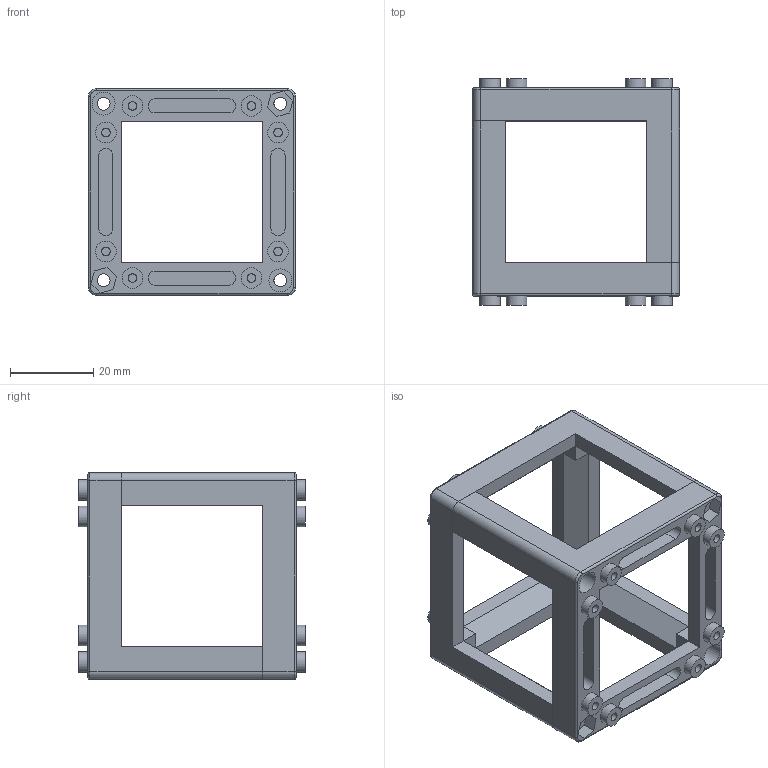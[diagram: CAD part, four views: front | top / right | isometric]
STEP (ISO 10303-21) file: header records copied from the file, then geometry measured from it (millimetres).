
FILE_DESCRIPTION(/* description */ (''),/* implementation_level */ '2;1');
FILE_NAME(/* name */ 'Assembly_Cube_empty_IM_v3.iam.step',/* time_stamp */ '2022-11-29T09:03:47+01:00',/* author */ ('B'),/* organization */ (''),/* preprocessor_version */ 'ST-DEVELOPER v18.1',/* originating_system */ 'Autodesk Inventor 2022',/* authorisation */ '');
FILE_SCHEMA (('AUTOMOTIVE_DESIGN { 1 0 10303 214 3 1 1 }'));
Length unit declared in the file: millimetre
Products named in the file (2): Assembly_Cube_empty_IM_v3; 10_Cube_1x1_IM
Assembly tree (2 placements, depth 2):
  Assembly_Cube_empty_IM_v3
    10_Cube_1x1_IM  x2
Bounding box: 49.82 x 54.5 x 49.8 mm (x, y, z)
Volume: 22036.7 mm3; surface area: 18815.4 mm2
Topology: 2 solids, 2 shells, 308 faces, 740 edges, 488 vertices
Faces by surface type: plane 184, cylinder 116, torus 8
Full cylindrical faces by diameter (mm): 2.05 x16, 3.1 x8, 4.95 x16, 5.5 x4
Entity records: 4585 total; most frequent: DIRECTION 806, CARTESIAN_POINT 772, ORIENTED_EDGE 740, EDGE_CURVE 370, AXIS2_PLACEMENT_3D 278, LINE 250, VECTOR 250, VERTEX_POINT 244
